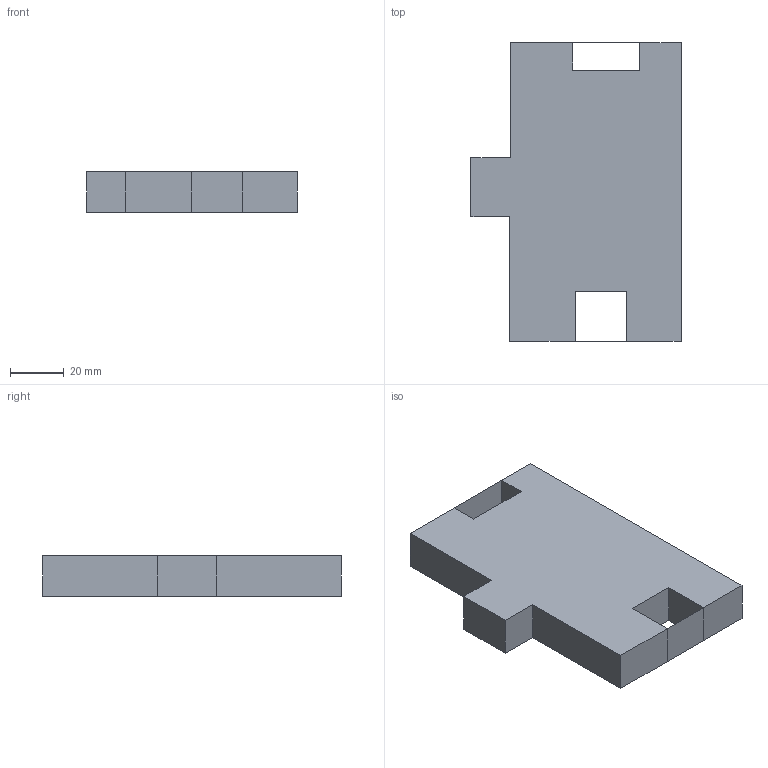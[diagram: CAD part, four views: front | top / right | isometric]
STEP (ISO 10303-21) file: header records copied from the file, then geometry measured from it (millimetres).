
FILE_DESCRIPTION(('FreeCAD Model'),'2;1');
FILE_NAME('Open CASCADE Shape Model','2025-11-26T11:53:39',(''),(''), 'Open CASCADE STEP processor 7.9','FreeCAD','Unknown');
FILE_SCHEMA(('AUTOMOTIVE_DESIGN { 1 0 10303 214 1 1 1 1 }'));
Length unit declared in the file: millimetre
Products named in the file (1): Hatch
Bounding box: 78.14 x 111.06 x 15 mm (x, y, z)
Volume: 101691.4 mm3; surface area: 21421.3 mm2
Topology: 1 solids, 1 shells, 22 faces, 56 edges, 32 vertices
Faces by surface type: plane 22
Entity records: 694 total; most frequent: ORIENTED_EDGE 120, CARTESIAN_POINT 119, DIRECTION 102, EDGE_CURVE 56, LINE 56, VECTOR 56, VERTEX_POINT 40, FACE_BOUND 26
